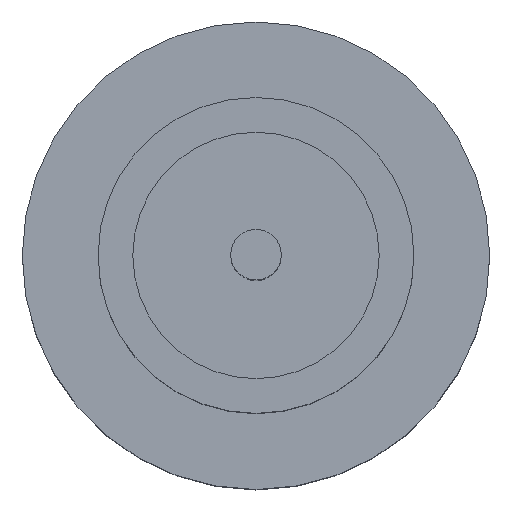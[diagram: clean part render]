
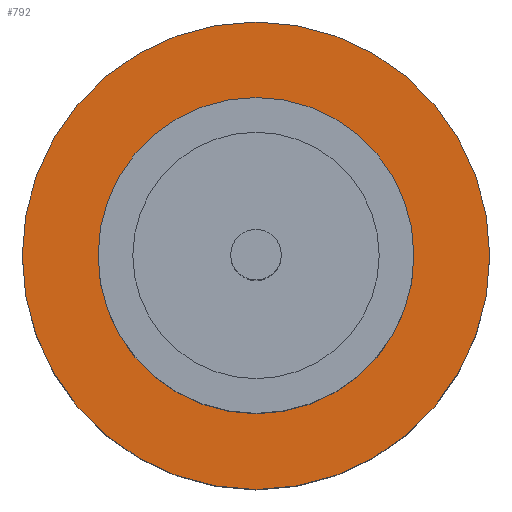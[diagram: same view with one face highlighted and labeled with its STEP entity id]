
A CAD part, top view. The second image highlights one B-rep face of the part: STEP entity #792.
In plain terms, the highlighted planar face has unit normal (0, 0, 1).
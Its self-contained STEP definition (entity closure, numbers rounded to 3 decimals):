
#14 = CIRCLE ( 'NONE', #552, 1.25 ) ;
#19 = DIRECTION ( 'NONE',  ( 0., 0., 1. ) ) ;
#27 = DIRECTION ( 'NONE',  ( 1., 0., 0. ) ) ;
#89 = DIRECTION ( 'NONE',  ( 1., 0., 0. ) ) ;
#123 = ORIENTED_EDGE ( 'NONE', *, *, #446, .F. ) ;
#202 = CARTESIAN_POINT ( 'NONE',  ( -1.85, 0., 1.55 ) ) ;
#206 = ORIENTED_EDGE ( 'NONE', *, *, #548, .F. ) ;
#257 = VERTEX_POINT ( 'NONE', #474 ) ;
#258 = EDGE_CURVE ( 'NONE', #448, #761, #713, .T. ) ;
#289 = VERTEX_POINT ( 'NONE', #505 ) ;
#326 = CARTESIAN_POINT ( 'NONE',  ( 0., 0., 1.55 ) ) ;
#341 = DIRECTION ( 'NONE',  ( 0., 0., 1. ) ) ;
#407 = DIRECTION ( 'NONE',  ( 1., 0., 0. ) ) ;
#446 = EDGE_CURVE ( 'NONE', #257, #289, #14, .T. ) ;
#448 = VERTEX_POINT ( 'NONE', #551 ) ;
#473 = CARTESIAN_POINT ( 'NONE',  ( 0., 0., 1.55 ) ) ;
#474 = CARTESIAN_POINT ( 'NONE',  ( 1.25, 0., 1.55 ) ) ;
#476 = FACE_BOUND ( 'NONE', #615, .T. ) ;
#482 = AXIS2_PLACEMENT_3D ( 'NONE', #473, #668, #407 ) ;
#489 = AXIS2_PLACEMENT_3D ( 'NONE', #326, #19, #27 ) ;
#505 = CARTESIAN_POINT ( 'NONE',  ( -1.25, 0., 1.55 ) ) ;
#527 = PLANE ( 'NONE',  #489 ) ;
#548 = EDGE_CURVE ( 'NONE', #289, #257, #570, .T. ) ;
#551 = CARTESIAN_POINT ( 'NONE',  ( 1.85, 0., 1.55 ) ) ;
#552 = AXIS2_PLACEMENT_3D ( 'NONE', #751, #341, #89 ) ;
#570 = CIRCLE ( 'NONE', #769, 1.25 ) ;
#575 = DIRECTION ( 'NONE',  ( 0., 0., 1. ) ) ;
#582 = AXIS2_PLACEMENT_3D ( 'NONE', #616, #681, #749 ) ;
#615 = EDGE_LOOP ( 'NONE', ( #123, #206 ) ) ;
#616 = CARTESIAN_POINT ( 'NONE',  ( 0., 0., 1.55 ) ) ;
#643 = CARTESIAN_POINT ( 'NONE',  ( 0., 0., 1.55 ) ) ;
#646 = DIRECTION ( 'NONE',  ( 1., 0., 0. ) ) ;
#668 = DIRECTION ( 'NONE',  ( 0., 0., 1. ) ) ;
#681 = DIRECTION ( 'NONE',  ( 0., 0., 1. ) ) ;
#713 = CIRCLE ( 'NONE', #582, 1.85 ) ;
#729 = FACE_OUTER_BOUND ( 'NONE', #850, .T. ) ;
#739 = ORIENTED_EDGE ( 'NONE', *, *, #741, .T. ) ;
#741 = EDGE_CURVE ( 'NONE', #761, #448, #820, .T. ) ;
#749 = DIRECTION ( 'NONE',  ( 1., 0., 0. ) ) ;
#751 = CARTESIAN_POINT ( 'NONE',  ( 0., 0., 1.55 ) ) ;
#761 = VERTEX_POINT ( 'NONE', #202 ) ;
#769 = AXIS2_PLACEMENT_3D ( 'NONE', #643, #575, #646 ) ;
#792 = ADVANCED_FACE ( 'NONE', ( #476, #729 ), #527, .T. ) ;
#820 = CIRCLE ( 'NONE', #482, 1.85 ) ;
#831 = ORIENTED_EDGE ( 'NONE', *, *, #258, .T. ) ;
#850 = EDGE_LOOP ( 'NONE', ( #739, #831 ) ) ;
